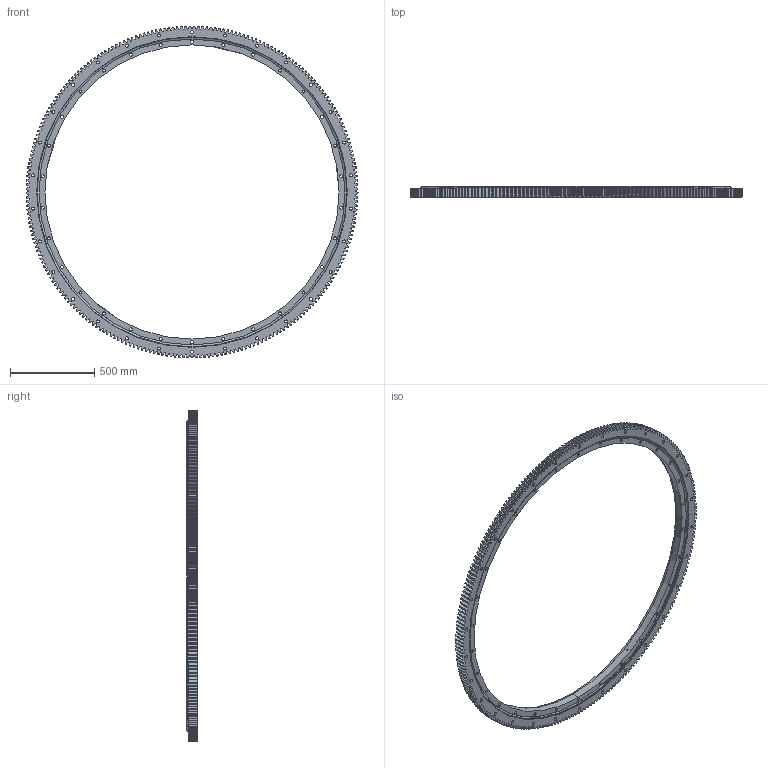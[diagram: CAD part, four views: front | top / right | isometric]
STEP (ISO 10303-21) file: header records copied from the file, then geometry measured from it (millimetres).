
FILE_DESCRIPTION (( 'STEP AP203' ), '1' );
FILE_NAME ('01-1845-02.STEP', '2017-12-26T10:43:55', ( 'defontaine' ), ( 'Hewlett-Packard Company' ), 'SwSTEP 2.0', 'SolidWorks 2016', '' );
FILE_SCHEMA (( 'CONFIG_CONTROL_DESIGN' ));
Length unit declared in the file: millimetre
Products named in the file (1): 01-1845-02
Bounding box: 1974.99 x 63 x 1974.96 mm (x, y, z)
Volume: 29837817.8 mm3; surface area: 3559685.7 mm2
Topology: 5 solids, 5 shells, 1665 faces, 4938 edges, 3283 vertices
Faces by surface type: cylinder 639, plane 505, cone 501, torus 18, sphere 2
Entity records: 58221 total; most frequent: CARTESIAN_POINT 13503, ORIENTED_EDGE 9866, DIRECTION 9078, EDGE_CURVE 4933, AXIS2_PLACEMENT_3D 3479, VERTEX_POINT 3280, LINE 2120, VECTOR 2120
